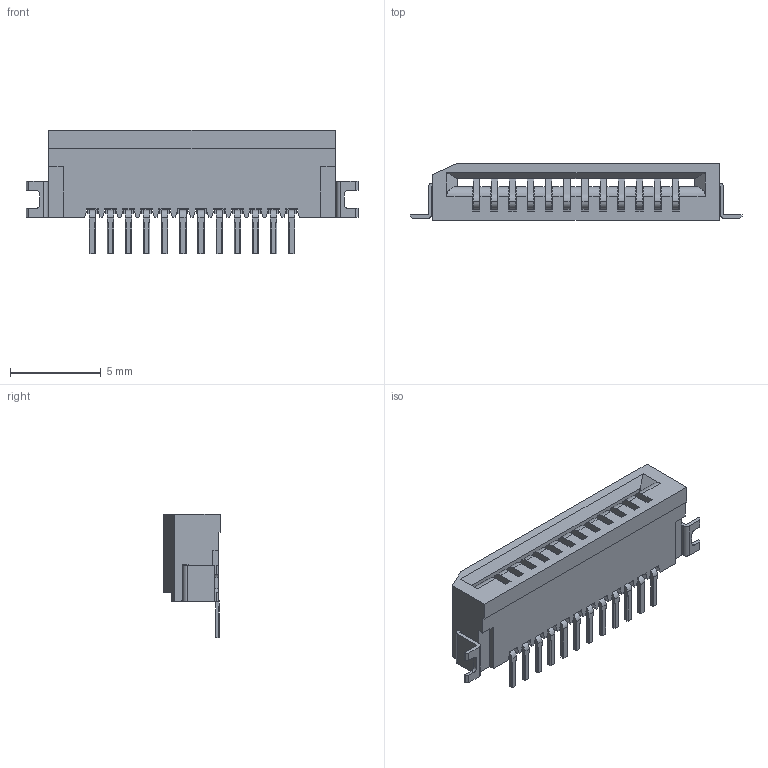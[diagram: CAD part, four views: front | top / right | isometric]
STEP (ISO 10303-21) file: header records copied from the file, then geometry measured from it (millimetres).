
FILE_DESCRIPTION(('STEP AP242'),'1');
FILE_NAME('0528521270.stp','2025-11-08T02:36:08',('TraceParts'),('TraceParts S.A.S.'),'Spatial InterOp 3D',' ',' ');
FILE_SCHEMA(('AP242_MANAGED_MODEL_BASED_3D_ENGINEERING_MIM_LF {1 0 10303 442 1 1 4}'));
Length unit declared in the file: millimetre
Products named in the file (1): 528521270
Bounding box: 18.3 x 3.1 x 6.8 mm (x, y, z)
Volume: 156.7 mm3; surface area: 598.2 mm2
Topology: 1 solids, 1 shells, 807 faces, 2566 edges, 1712 vertices
Faces by surface type: plane 686, cylinder 121
Entity records: 27971 total; most frequent: CARTESIAN_POINT 5045, ORIENTED_EDGE 5020, DIRECTION 4422, EDGE_CURVE 2510, LINE 2324, VECTOR 2324, VERTEX_POINT 1656, AXIS2_PLACEMENT_3D 1049
